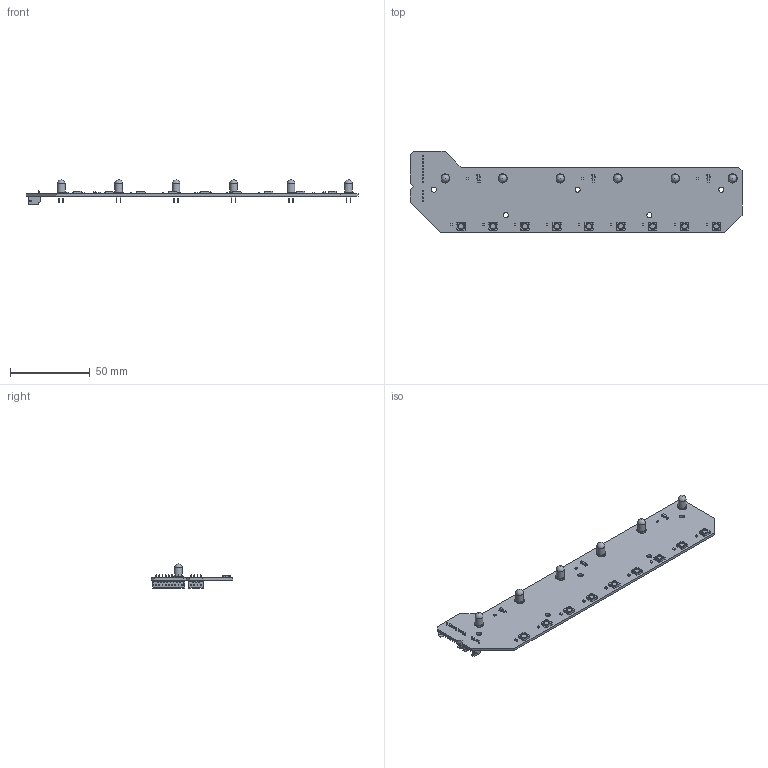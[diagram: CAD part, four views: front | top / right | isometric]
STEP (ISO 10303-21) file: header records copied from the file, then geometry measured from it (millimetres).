
FILE_DESCRIPTION(('KiCad electronic assembly'),'2;1');
FILE_NAME('Circuit-AirSensor-Right.step','2021-03-22T01:50:39',( 'An Author'),('A Company'),'Open CASCADE STEP processor 6.9', 'KiCad to STEP converter','Unknown');
FILE_SCHEMA(('AUTOMOTIVE_DESIGN { 1 0 10303 214 1 1 1 1 }'));
Length unit declared in the file: millimetre
Products named in the file (16): Open CASCADE STEP translator 6.9 1; JST_PH_S4B-PH-K_1x04_P2.00mm_Horizontal; SOLID; C_0603_1608Metric; LED_WS2812B_PLCC4_5.0x5.0mm_P3.2mm; R_0603_1608Metric; SOT-23; LED_D5.0mm; JST_PH_S9B-PH-K_1x09_P2.00mm_Horizontal; COMPOUND
Assembly tree (43 placements, depth 3):
  Open CASCADE STEP translator 6.9 1
    JST_PH_S4B-PH-K_1x04_P2.00mm_Horizontal
      SOLID
    C_0603_1608Metric  x9
      SOLID
    LED_WS2812B_PLCC4_5.0x5.0mm_P3.2mm  x9
      SOLID
    R_0603_1608Metric  x6
      SOLID
    SOT-23  x3
      SOLID
    LED_D5.0mm  x6
      SOLID
    JST_PH_S9B-PH-K_1x09_P2.00mm_Horizontal
      SOLID
    COMPOUND
Bounding box: 208 x 51 x 15.15 mm (x, y, z)
Volume: 15259.7 mm3; surface area: 21273.4 mm2
Topology: 36 solids, 36 shells, 1897 faces, 5106 edges, 3302 vertices
Faces by surface type: plane 1339, cylinder 462, bspline 81, cone 9, sphere 6
Full cylindrical faces by diameter (mm): 0.75 x13, 0.9 x12, 3.2 x5, 3.333 x9, 4.9 x6
Entity records: 56301 total; most frequent: CARTESIAN_POINT 9464, DIRECTION 7723, LINE 5593, VECTOR 5593, ORIENTED_EDGE 4092, PCURVE 4092, DEFINITIONAL_REPRESENTATION 4092, EDGE_CURVE 2046
